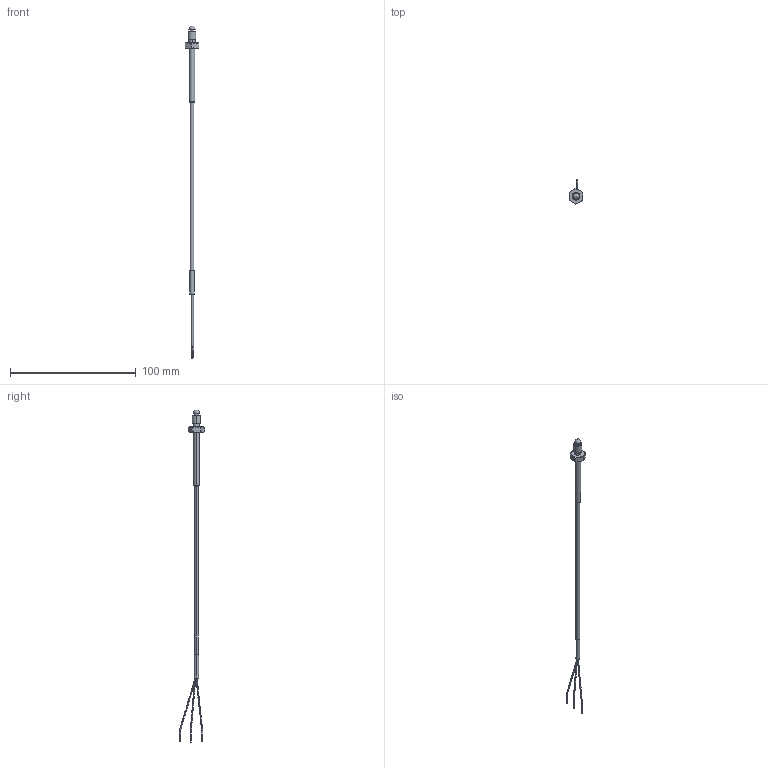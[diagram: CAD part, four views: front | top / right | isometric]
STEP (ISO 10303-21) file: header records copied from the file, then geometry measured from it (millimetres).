
FILE_DESCRIPTION (( 'STEP AP214' ), '1' );
FILE_NAME ('RTD1-N38P14-01.STEP', '2021-06-09T00:49:34', ( '' ), ( '' ), 'SwSTEP 2.0', 'SolidWorks 2017', '' );
FILE_SCHEMA (( 'AUTOMOTIVE_DESIGN' ));
Length unit declared in the file: inch
Products named in the file (1): RTD1-N38P14-01
Bounding box: 11.06 x 19.91 x 263.79 mm (x, y, z)
Volume: 2659.8 mm3; surface area: 3412.3 mm2
Topology: 4 solids, 4 shells, 78 faces, 164 edges, 102 vertices
Faces by surface type: cylinder 30, plane 24, cone 17, bspline 6, sphere 1
Entity records: 2810 total; most frequent: CARTESIAN_POINT 572, DIRECTION 357, ORIENTED_EDGE 324, EDGE_CURVE 162, AXIS2_PLACEMENT_3D 158, VERTEX_POINT 101, EDGE_LOOP 87, CIRCLE 85
